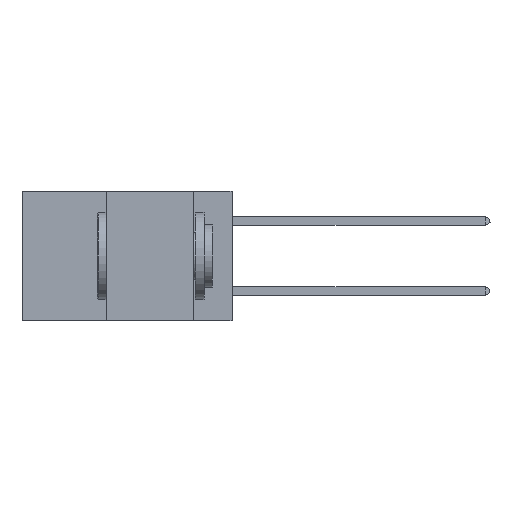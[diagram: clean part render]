
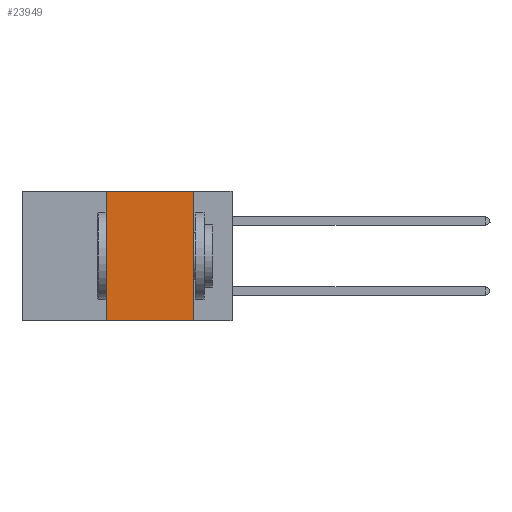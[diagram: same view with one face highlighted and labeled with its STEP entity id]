
A CAD part, left-side view. The second image highlights one B-rep face of the part: STEP entity #23949.
In plain terms, the highlighted planar face has unit normal (-1, 0, 0).
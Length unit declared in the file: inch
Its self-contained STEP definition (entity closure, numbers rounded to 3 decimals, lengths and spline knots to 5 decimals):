
#131 = VECTOR ( 'NONE', #8806, 39.37008 ) ;
#762 = CARTESIAN_POINT ( 'NONE',  ( 0., 0.36, 0. ) ) ;
#1039 = VERTEX_POINT ( 'NONE', #762 ) ;
#1542 = CARTESIAN_POINT ( 'NONE',  ( 0., 0.11, 0. ) ) ;
#2877 = CARTESIAN_POINT ( 'NONE',  ( 0., 0.36, 0. ) ) ;
#3070 = LINE ( 'NONE', #27408, #20611 ) ;
#4230 = EDGE_CURVE ( 'NONE', #16576, #25163, #13611, .T. ) ;
#5691 = VECTOR ( 'NONE', #26707, 39.37008 ) ;
#8806 = DIRECTION ( 'NONE',  ( 0., 0., 1. ) ) ;
#11766 = CARTESIAN_POINT ( 'NONE',  ( 0., 0.11, -0.37 ) ) ;
#11956 = VERTEX_POINT ( 'NONE', #30534 ) ;
#12540 = CARTESIAN_POINT ( 'NONE',  ( 0., 0.36, -0.37 ) ) ;
#13548 = EDGE_CURVE ( 'NONE', #16576, #1039, #30706, .T. ) ;
#13611 = LINE ( 'NONE', #33034, #15300 ) ;
#14197 = DIRECTION ( 'NONE',  ( 0., 0., -1. ) ) ;
#14563 = PLANE ( 'NONE',  #30327 ) ;
#15300 = VECTOR ( 'NONE', #16720, 39.37008 ) ;
#16459 = DIRECTION ( 'NONE',  ( 0., -1., 0. ) ) ;
#16576 = VERTEX_POINT ( 'NONE', #12540 ) ;
#16720 = DIRECTION ( 'NONE',  ( 0., -1., 0. ) ) ;
#20611 = VECTOR ( 'NONE', #16459, 39.37008 ) ;
#20888 = EDGE_LOOP ( 'NONE', ( #24417, #33049, #29518, #30109 ) ) ;
#21101 = FACE_OUTER_BOUND ( 'NONE', #20888, .T. ) ;
#23949 = ADVANCED_FACE ( 'NONE', ( #21101 ), #14563, .F. ) ;
#24417 = ORIENTED_EDGE ( 'NONE', *, *, #26028, .F. ) ;
#25163 = VERTEX_POINT ( 'NONE', #11766 ) ;
#26028 = EDGE_CURVE ( 'NONE', #11956, #25163, #34885, .T. ) ;
#26707 = DIRECTION ( 'NONE',  ( 0., 0., -1. ) ) ;
#27408 = CARTESIAN_POINT ( 'NONE',  ( 0., 0.6, 0. ) ) ;
#29115 = DIRECTION ( 'NONE',  ( 1., 0., 0. ) ) ;
#29518 = ORIENTED_EDGE ( 'NONE', *, *, #13548, .F. ) ;
#30109 = ORIENTED_EDGE ( 'NONE', *, *, #4230, .T. ) ;
#30327 = AXIS2_PLACEMENT_3D ( 'NONE', #31583, #29115, #14197 ) ;
#30534 = CARTESIAN_POINT ( 'NONE',  ( 0., 0.11, 0. ) ) ;
#30616 = EDGE_CURVE ( 'NONE', #1039, #11956, #3070, .T. ) ;
#30706 = LINE ( 'NONE', #2877, #131 ) ;
#31583 = CARTESIAN_POINT ( 'NONE',  ( 0., 0.6, 0. ) ) ;
#33034 = CARTESIAN_POINT ( 'NONE',  ( 0., 0.6, -0.37 ) ) ;
#33049 = ORIENTED_EDGE ( 'NONE', *, *, #30616, .F. ) ;
#34885 = LINE ( 'NONE', #1542, #5691 ) ;
